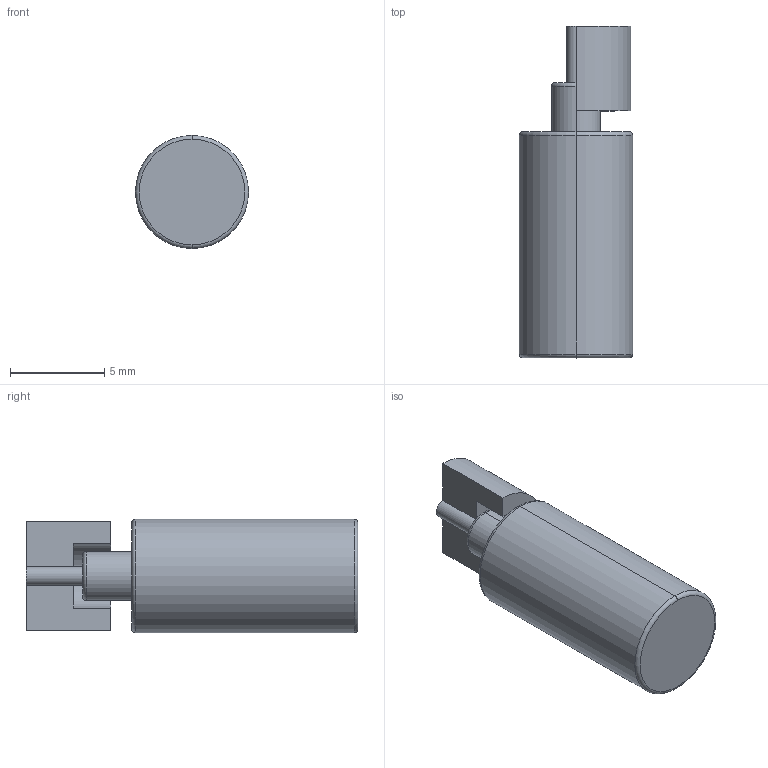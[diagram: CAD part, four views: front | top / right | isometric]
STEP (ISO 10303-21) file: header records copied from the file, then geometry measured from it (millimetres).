
FILE_DESCRIPTION (( 'STEP AP214' ), '1' );
FILE_NAME ('Parça2.STEP', '2014-08-28T13:15:08', ( 'Neuron-Ali' ), ( '' ), 'SwSTEP 2.0', 'SolidWorks 2010', '' );
FILE_SCHEMA (( 'AUTOMOTIVE_DESIGN' ));
Length unit declared in the file: millimetre
Products named in the file (1): Parça2
Bounding box: 6 x 17.6 x 6 mm (x, y, z)
Volume: 404.5 mm3; surface area: 399.6 mm2
Topology: 1 solids, 1 shells, 22 faces, 46 edges, 28 vertices
Faces by surface type: cylinder 8, plane 8, torus 6
Entity records: 628 total; most frequent: DIRECTION 120, CARTESIAN_POINT 97, ORIENTED_EDGE 92, AXIS2_PLACEMENT_3D 51, EDGE_CURVE 46, VERTEX_POINT 28, CIRCLE 28, EDGE_LOOP 24
